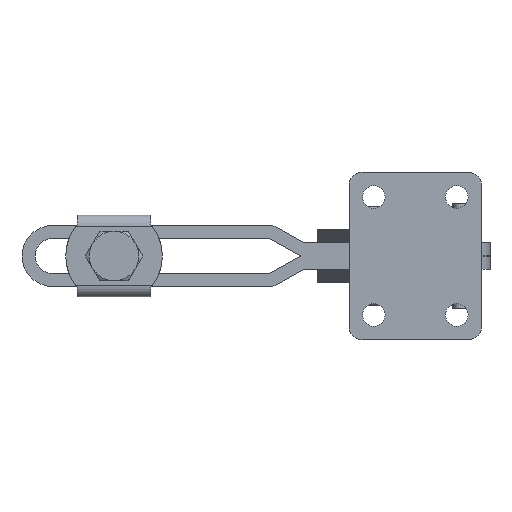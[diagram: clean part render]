
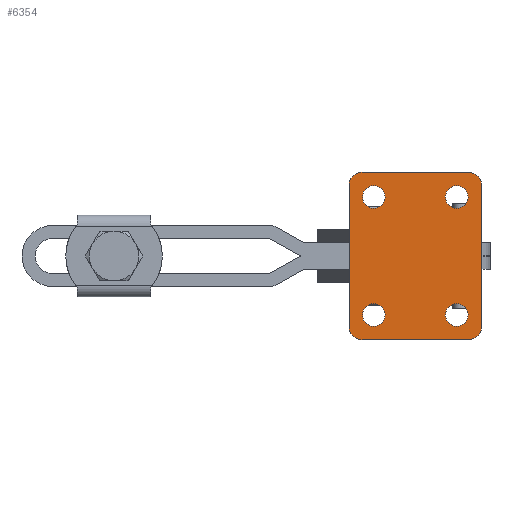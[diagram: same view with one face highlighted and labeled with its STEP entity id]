
A CAD part, front view. The second image highlights one B-rep face of the part: STEP entity #6354.
In plain terms, the highlighted planar face has unit normal (0, -1, 0).
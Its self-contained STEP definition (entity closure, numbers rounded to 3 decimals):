
#2 = EDGE_LOOP ( 'NONE', ( #1853, #11618 ) ) ;
#5 = CARTESIAN_POINT ( 'NONE',  ( -9.5, -3., 17.6 ) ) ;
#7 = CIRCLE ( 'NONE', #11507, 4.35 ) ;
#215 = EDGE_LOOP ( 'NONE', ( #3215, #5495 ) ) ;
#352 = DIRECTION ( 'NONE',  ( -1., 0., 0. ) ) ;
#439 = DIRECTION ( 'NONE',  ( 0., 1., 0. ) ) ;
#468 = CARTESIAN_POINT ( 'NONE',  ( -41.3, -3., -27.6 ) ) ;
#479 = CARTESIAN_POINT ( 'NONE',  ( -50.794, -3., 58.819 ) ) ;
#515 = LINE ( 'NONE', #479, #5351 ) ;
#527 = EDGE_CURVE ( 'NONE', #8511, #9992, #1614, .T. ) ;
#855 = CARTESIAN_POINT ( 'NONE',  ( -4.994, -3., -37.1 ) ) ;
#870 = AXIS2_PLACEMENT_3D ( 'NONE', #3904, #3953, #3979 ) ;
#872 = DIRECTION ( 'NONE',  ( 0., 1., 0. ) ) ;
#986 = DIRECTION ( 'NONE',  ( 1., 0., 0. ) ) ;
#1045 = AXIS2_PLACEMENT_3D ( 'NONE', #7861, #2016, #8851 ) ;
#1082 = DIRECTION ( 'NONE',  ( -1., 0., 0. ) ) ;
#1091 = AXIS2_PLACEMENT_3D ( 'NONE', #10399, #10381, #10296 ) ;
#1239 = VERTEX_POINT ( 'NONE', #11977 ) ;
#1393 = ORIENTED_EDGE ( 'NONE', *, *, #7773, .F. ) ;
#1473 = CARTESIAN_POINT ( 'NONE',  ( -13.85, -3., 17.6 ) ) ;
#1495 = VERTEX_POINT ( 'NONE', #8896 ) ;
#1524 = DIRECTION ( 'NONE',  ( 0., 0., 1. ) ) ;
#1614 = CIRCLE ( 'NONE', #870, 5. ) ;
#1853 = ORIENTED_EDGE ( 'NONE', *, *, #7694, .T. ) ;
#1942 = EDGE_CURVE ( 'NONE', #6295, #5558, #6015, .T. ) ;
#1961 = CARTESIAN_POINT ( 'NONE',  ( -25.394, -3., -37.1 ) ) ;
#1963 = EDGE_LOOP ( 'NONE', ( #10410, #5189 ) ) ;
#1973 = VECTOR ( 'NONE', #5407, 1000. ) ;
#2016 = DIRECTION ( 'NONE',  ( 0., 1., 0. ) ) ;
#2256 = VERTEX_POINT ( 'NONE', #1473 ) ;
#2445 = LINE ( 'NONE', #1961, #12537 ) ;
#2573 = EDGE_CURVE ( 'NONE', #1239, #9928, #7, .T. ) ;
#2613 = DIRECTION ( 'NONE',  ( 0., 1., 0. ) ) ;
#2714 = CARTESIAN_POINT ( 'NONE',  ( -45.794, -3., 22.1 ) ) ;
#2926 = VERTEX_POINT ( 'NONE', #8326 ) ;
#3044 = CARTESIAN_POINT ( 'NONE',  ( -41.3, -3., -27.6 ) ) ;
#3126 = CARTESIAN_POINT ( 'NONE',  ( -9.5, -3., -27.6 ) ) ;
#3140 = DIRECTION ( 'NONE',  ( 1., 0., 0. ) ) ;
#3215 = ORIENTED_EDGE ( 'NONE', *, *, #2573, .T. ) ;
#3297 = CARTESIAN_POINT ( 'NONE',  ( -45.65, -3., -27.6 ) ) ;
#3313 = CARTESIAN_POINT ( 'NONE',  ( -5.15, -3., -27.6 ) ) ;
#3459 = DIRECTION ( 'NONE',  ( 1., 0., 0. ) ) ;
#3617 = EDGE_CURVE ( 'NONE', #12518, #9678, #4815, .T. ) ;
#3719 = VECTOR ( 'NONE', #3459, 1000. ) ;
#3904 = CARTESIAN_POINT ( 'NONE',  ( -4.994, -3., -32.1 ) ) ;
#3953 = DIRECTION ( 'NONE',  ( 0., 1., 0. ) ) ;
#3979 = DIRECTION ( 'NONE',  ( 1., 0., 0. ) ) ;
#3995 = DIRECTION ( 'NONE',  ( 0., 1., 0. ) ) ;
#4029 = DIRECTION ( 'NONE',  ( -1., 0., 0. ) ) ;
#4039 = CARTESIAN_POINT ( 'NONE',  ( -4.994, -3., 22.1 ) ) ;
#4109 = DIRECTION ( 'NONE',  ( -1., 0., 0. ) ) ;
#4280 = CARTESIAN_POINT ( 'NONE',  ( 0.006, -3., 22.1 ) ) ;
#4375 = FACE_BOUND ( 'NONE', #7389, .T. ) ;
#4412 = CARTESIAN_POINT ( 'NONE',  ( -45.794, -3., 27.1 ) ) ;
#4468 = DIRECTION ( 'NONE',  ( 1., 0., 0. ) ) ;
#4570 = AXIS2_PLACEMENT_3D ( 'NONE', #2714, #2613, #4468 ) ;
#4684 = CIRCLE ( 'NONE', #11620, 4.35 ) ;
#4698 = AXIS2_PLACEMENT_3D ( 'NONE', #4039, #3995, #3140 ) ;
#4795 = AXIS2_PLACEMENT_3D ( 'NONE', #5287, #12123, #6257 ) ;
#4815 = CIRCLE ( 'NONE', #4698, 5. ) ;
#4951 = DIRECTION ( 'NONE',  ( 0., 1., 0. ) ) ;
#5164 = DIRECTION ( 'NONE',  ( 0., 1., 0. ) ) ;
#5189 = ORIENTED_EDGE ( 'NONE', *, *, #1942, .T. ) ;
#5259 = AXIS2_PLACEMENT_3D ( 'NONE', #3126, #9959, #4109 ) ;
#5287 = CARTESIAN_POINT ( 'NONE',  ( -45.794, -3., -32.1 ) ) ;
#5320 = ORIENTED_EDGE ( 'NONE', *, *, #10654, .F. ) ;
#5330 = ORIENTED_EDGE ( 'NONE', *, *, #527, .F. ) ;
#5351 = VECTOR ( 'NONE', #1524, 1000. ) ;
#5407 = DIRECTION ( 'NONE',  ( 0., 0., -1. ) ) ;
#5495 = ORIENTED_EDGE ( 'NONE', *, *, #10106, .T. ) ;
#5558 = VERTEX_POINT ( 'NONE', #3297 ) ;
#5561 = VERTEX_POINT ( 'NONE', #3313 ) ;
#5975 = EDGE_CURVE ( 'NONE', #5558, #6295, #4684, .T. ) ;
#6015 = CIRCLE ( 'NONE', #11814, 4.35 ) ;
#6165 = EDGE_CURVE ( 'NONE', #6520, #7234, #10808, .T. ) ;
#6240 = CIRCLE ( 'NONE', #11112, 4.35 ) ;
#6257 = DIRECTION ( 'NONE',  ( 1., 0., 0. ) ) ;
#6287 = LINE ( 'NONE', #10251, #3719 ) ;
#6295 = VERTEX_POINT ( 'NONE', #11859 ) ;
#6312 = VERTEX_POINT ( 'NONE', #11694 ) ;
#6354 = ADVANCED_FACE ( 'NONE', ( #11862, #4375, #9576, #9279, #12170 ), #10970, .F. ) ;
#6382 = EDGE_CURVE ( 'NONE', #2926, #2256, #6663, .T. ) ;
#6520 = VERTEX_POINT ( 'NONE', #6828 ) ;
#6552 = ORIENTED_EDGE ( 'NONE', *, *, #6165, .F. ) ;
#6663 = CIRCLE ( 'NONE', #1091, 4.35 ) ;
#6794 = DIRECTION ( 'NONE',  ( 0., 1., 0. ) ) ;
#6828 = CARTESIAN_POINT ( 'NONE',  ( -50.794, -3., 22.1 ) ) ;
#6857 = CARTESIAN_POINT ( 'NONE',  ( 0.006, -3., -32.1 ) ) ;
#7234 = VERTEX_POINT ( 'NONE', #4412 ) ;
#7254 = EDGE_LOOP ( 'NONE', ( #7477, #12372, #9465, #6552, #1393, #8561, #5320, #5330 ) ) ;
#7389 = EDGE_LOOP ( 'NONE', ( #9021, #8413 ) ) ;
#7477 = ORIENTED_EDGE ( 'NONE', *, *, #10936, .F. ) ;
#7632 = EDGE_CURVE ( 'NONE', #5561, #6312, #11770, .T. ) ;
#7694 = EDGE_CURVE ( 'NONE', #6312, #5561, #8577, .T. ) ;
#7773 = EDGE_CURVE ( 'NONE', #8860, #6520, #515, .T. ) ;
#7861 = CARTESIAN_POINT ( 'NONE',  ( -41.3, -3., 17.6 ) ) ;
#8326 = CARTESIAN_POINT ( 'NONE',  ( -5.15, -3., 17.6 ) ) ;
#8413 = ORIENTED_EDGE ( 'NONE', *, *, #6382, .T. ) ;
#8511 = VERTEX_POINT ( 'NONE', #6857 ) ;
#8561 = ORIENTED_EDGE ( 'NONE', *, *, #12379, .F. ) ;
#8577 = CIRCLE ( 'NONE', #9845, 4.35 ) ;
#8663 = DIRECTION ( 'NONE',  ( 1., 0., 0. ) ) ;
#8851 = DIRECTION ( 'NONE',  ( 1., 0., 0. ) ) ;
#8860 = VERTEX_POINT ( 'NONE', #11531 ) ;
#8896 = CARTESIAN_POINT ( 'NONE',  ( -45.794, -3., -37.1 ) ) ;
#9021 = ORIENTED_EDGE ( 'NONE', *, *, #11152, .T. ) ;
#9279 = FACE_BOUND ( 'NONE', #1963, .T. ) ;
#9320 = EDGE_CURVE ( 'NONE', #7234, #12518, #6287, .T. ) ;
#9465 = ORIENTED_EDGE ( 'NONE', *, *, #9320, .F. ) ;
#9473 = CARTESIAN_POINT ( 'NONE',  ( -4.994, -3., 27.1 ) ) ;
#9549 = CARTESIAN_POINT ( 'NONE',  ( -41.3, -3., 17.6 ) ) ;
#9576 = FACE_BOUND ( 'NONE', #215, .T. ) ;
#9678 = VERTEX_POINT ( 'NONE', #4280 ) ;
#9845 = AXIS2_PLACEMENT_3D ( 'NONE', #11026, #5164, #11998 ) ;
#9928 = VERTEX_POINT ( 'NONE', #11460 ) ;
#9959 = DIRECTION ( 'NONE',  ( 0., 1., 0. ) ) ;
#9992 = VERTEX_POINT ( 'NONE', #855 ) ;
#10106 = EDGE_CURVE ( 'NONE', #9928, #1239, #11920, .T. ) ;
#10184 = CIRCLE ( 'NONE', #4795, 5. ) ;
#10251 = CARTESIAN_POINT ( 'NONE',  ( -25.394, -3., 27.1 ) ) ;
#10296 = DIRECTION ( 'NONE',  ( 1., 0., 0. ) ) ;
#10381 = DIRECTION ( 'NONE',  ( 0., 1., 0. ) ) ;
#10399 = CARTESIAN_POINT ( 'NONE',  ( -9.5, -3., 17.6 ) ) ;
#10410 = ORIENTED_EDGE ( 'NONE', *, *, #5975, .T. ) ;
#10654 = EDGE_CURVE ( 'NONE', #9992, #1495, #2445, .T. ) ;
#10808 = CIRCLE ( 'NONE', #4570, 5. ) ;
#10889 = DIRECTION ( 'NONE',  ( 1., 0., 0. ) ) ;
#10925 = DIRECTION ( 'NONE',  ( 0., 1., 0. ) ) ;
#10936 = EDGE_CURVE ( 'NONE', #9678, #8511, #12356, .T. ) ;
#10970 = PLANE ( 'NONE',  #12452 ) ;
#11026 = CARTESIAN_POINT ( 'NONE',  ( -9.5, -3., -27.6 ) ) ;
#11112 = AXIS2_PLACEMENT_3D ( 'NONE', #5, #6794, #986 ) ;
#11152 = EDGE_CURVE ( 'NONE', #2256, #2926, #6240, .T. ) ;
#11263 = CARTESIAN_POINT ( 'NONE',  ( 0.006, -3., 58.819 ) ) ;
#11270 = CARTESIAN_POINT ( 'NONE',  ( -25.394, -3., 58.819 ) ) ;
#11460 = CARTESIAN_POINT ( 'NONE',  ( -36.95, -3., 17.6 ) ) ;
#11507 = AXIS2_PLACEMENT_3D ( 'NONE', #9549, #872, #8663 ) ;
#11531 = CARTESIAN_POINT ( 'NONE',  ( -50.794, -3., -32.1 ) ) ;
#11618 = ORIENTED_EDGE ( 'NONE', *, *, #7632, .T. ) ;
#11620 = AXIS2_PLACEMENT_3D ( 'NONE', #3044, #4951, #4029 ) ;
#11694 = CARTESIAN_POINT ( 'NONE',  ( -13.85, -3., -27.6 ) ) ;
#11770 = CIRCLE ( 'NONE', #5259, 4.35 ) ;
#11814 = AXIS2_PLACEMENT_3D ( 'NONE', #468, #439, #352 ) ;
#11859 = CARTESIAN_POINT ( 'NONE',  ( -36.95, -3., -27.6 ) ) ;
#11862 = FACE_BOUND ( 'NONE', #2, .T. ) ;
#11920 = CIRCLE ( 'NONE', #1045, 4.35 ) ;
#11977 = CARTESIAN_POINT ( 'NONE',  ( -45.65, -3., 17.6 ) ) ;
#11998 = DIRECTION ( 'NONE',  ( -1., 0., 0. ) ) ;
#12123 = DIRECTION ( 'NONE',  ( 0., 1., 0. ) ) ;
#12170 = FACE_OUTER_BOUND ( 'NONE', #7254, .T. ) ;
#12356 = LINE ( 'NONE', #11263, #1973 ) ;
#12372 = ORIENTED_EDGE ( 'NONE', *, *, #3617, .F. ) ;
#12379 = EDGE_CURVE ( 'NONE', #1495, #8860, #10184, .T. ) ;
#12452 = AXIS2_PLACEMENT_3D ( 'NONE', #11270, #10925, #10889 ) ;
#12518 = VERTEX_POINT ( 'NONE', #9473 ) ;
#12537 = VECTOR ( 'NONE', #1082, 1000. ) ;
